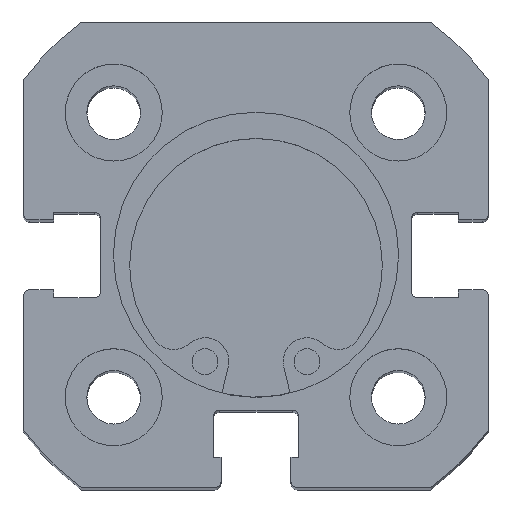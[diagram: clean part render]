
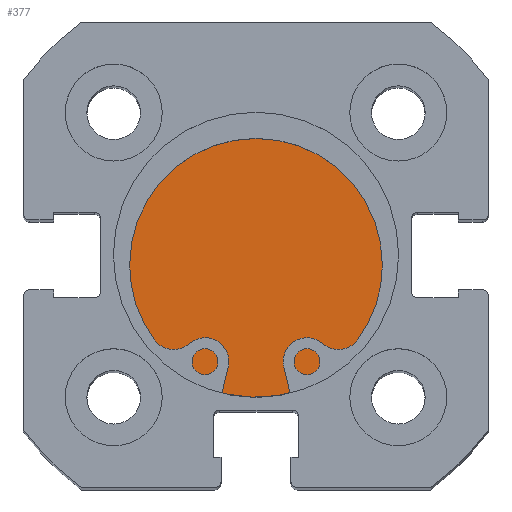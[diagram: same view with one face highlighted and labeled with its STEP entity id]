
A CAD part, top view. The second image highlights one B-rep face of the part: STEP entity #377.
In plain terms, the highlighted face is planar.
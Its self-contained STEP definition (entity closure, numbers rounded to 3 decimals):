
#188 = VERTEX_POINT ( 'NONE', #2558 ) ;
#226 = VERTEX_POINT ( 'NONE', #2160 ) ;
#377 = ADVANCED_FACE ( 'NONE', ( #2352 ), #3329, .F. ) ;
#812 = EDGE_CURVE ( 'NONE', #188, #226, #3125, .T. ) ;
#909 = EDGE_CURVE ( 'NONE', #226, #188, #3231, .T. ) ;
#1023 = AXIS2_PLACEMENT_3D ( 'NONE', #3328, #3330, #3331 ) ;
#1342 = AXIS2_PLACEMENT_3D ( 'NONE', #4569, #4570, #4571 ) ;
#1422 = AXIS2_PLACEMENT_3D ( 'NONE', #4782, #4783, #4784 ) ;
#1863 = ORIENTED_EDGE ( 'NONE', *, *, #909, .F. ) ;
#1963 = ORIENTED_EDGE ( 'NONE', *, *, #812, .F. ) ;
#2160 = CARTESIAN_POINT ( 'NONE',  ( 6., 0., 11. ) ) ;
#2352 = FACE_OUTER_BOUND ( 'NONE', #5458, .T. ) ;
#2558 = CARTESIAN_POINT ( 'NONE',  ( 6., 0., -11. ) ) ;
#3125 = CIRCLE ( 'NONE', #1342, 11. ) ;
#3231 = CIRCLE ( 'NONE', #1422, 11. ) ;
#3328 = CARTESIAN_POINT ( 'NONE',  ( 6., 11., 0. ) ) ;
#3329 = PLANE ( 'NONE',  #1023 ) ;
#3330 = DIRECTION ( 'NONE',  ( -1., 0., 0. ) ) ;
#3331 = DIRECTION ( 'NONE',  ( 0., 0., 1. ) ) ;
#4569 = CARTESIAN_POINT ( 'NONE',  ( 6., 0., 0. ) ) ;
#4570 = DIRECTION ( 'NONE',  ( -1., 0., 0. ) ) ;
#4571 = DIRECTION ( 'NONE',  ( 0., 0., 1. ) ) ;
#4782 = CARTESIAN_POINT ( 'NONE',  ( 6., 0., 0. ) ) ;
#4783 = DIRECTION ( 'NONE',  ( -1., 0., 0. ) ) ;
#4784 = DIRECTION ( 'NONE',  ( 0., 0., 1. ) ) ;
#5458 = EDGE_LOOP ( 'NONE', ( #1863, #1963 ) ) ;
